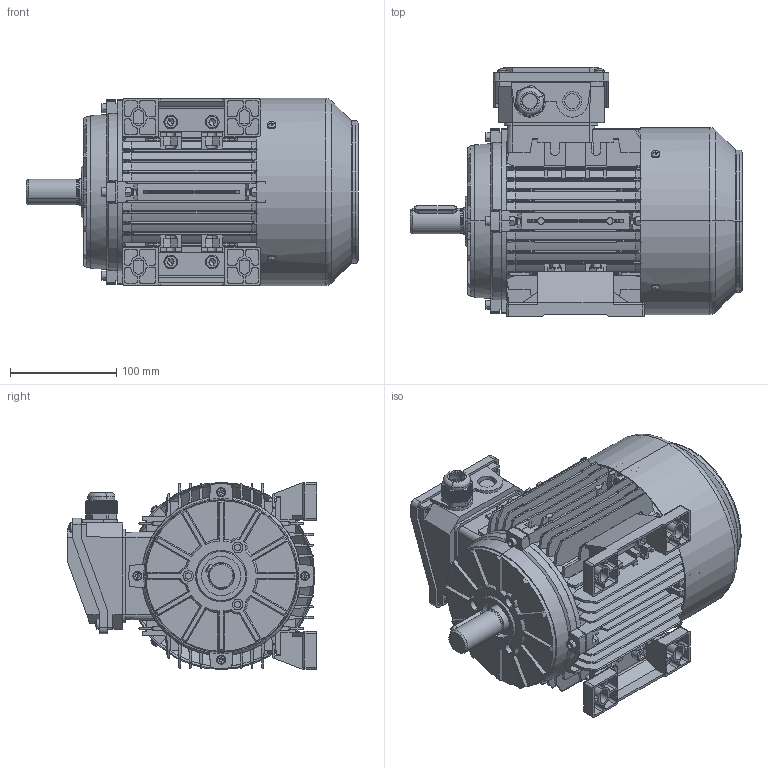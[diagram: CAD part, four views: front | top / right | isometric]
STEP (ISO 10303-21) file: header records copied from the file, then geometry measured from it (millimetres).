
FILE_DESCRIPTION (( 'STEP AP203' ), '1' );
FILE_NAME ('T90S B3蚾饜芞.STEP', '2015-04-07T07:56:18', ( 'USER' ), ( 'MS' ), 'SwSTEP 2.0', 'SolidWorks 2008', '' );
FILE_SCHEMA (( 'CONFIG_CONTROL_DESIGN' ));
Products named in the file (18): TA90风罩_默认; Plain parallel keys_GB_CONNECTING_PIECE_KEYS_CSK 8X40; 80-100出线螺套_默认; Cross recessed thread forming screws GB_GB_CROSS_SCREWS_TYPE138 M4X12-N; Hexagon socket head cap screws GB_GB_FASTENER_SCREWS_HSHCS M8X25-N; Cross recessed thread forming screws GB_GB_CROSS_SCREWS_TYPE138 M5X12-N; T90S B3蚾饜芞; T90S机壳_默认; T90S转轴_默认; TA90后盖1_默认; 90风叶_默认; T80-90斜接线盒座_默认; TA80-90斜接线盒盖_默认; Hexagon nuts grade C GB_GB_FASTENER_NUT_SNC1 M5-N; Hexagon socket head cap screws GB_GB_FASTENER_SCREWS_HSHCS M5X25-N; T90S底脚_默认; Hexagon nuts grade C GB_GB_FASTENER_NUT_SNC1 M8-N; TA90前盖1_默认
Assembly tree (44 placements, depth 2):
  T90S B3蚾饜芞
    Hexagon nuts grade C GB_GB_FASTENER_NUT_SNC1 M5-N  x8
    T90S底脚_默认  x2
    90风叶_默认
    Hexagon socket head cap screws GB_GB_FASTENER_SCREWS_HSHCS M8X25-N  x4
    Hexagon socket head cap screws GB_GB_FASTENER_SCREWS_HSHCS M5X25-N  x8
    Hexagon nuts grade C GB_GB_FASTENER_NUT_SNC1 M8-N  x4
    80-100出线螺套_默认
    Cross recessed thread forming screws GB_GB_CROSS_SCREWS_TYPE138 M5X12-N  x4
    T90S机壳_默认
    TA90前盖1_默认
    TA90后盖1_默认
    TA90风罩_默认
    TA80-90斜接线盒盖_默认
    Cross recessed thread forming screws GB_GB_CROSS_SCREWS_TYPE138 M4X12-N  x4
    T90S转轴_默认
    Plain parallel keys_GB_CONNECTING_PIECE_KEYS_CSK 8X40
    T80-90斜接线盒座_默认
Bounding box: 313 x 235 x 176.5 mm (x, y, z)
Volume: 1277151.3 mm3; surface area: 817449.5 mm2
Topology: 44 solids, 44 shells, 3999 faces, 10674 edges, 6854 vertices
Faces by surface type: plane 2448, cylinder 1054, cone 271, torus 140, sphere 64, bspline 22
Entity records: 112186 total; most frequent: CARTESIAN_POINT 27280, ORIENTED_EDGE 17962, DIRECTION 16138, EDGE_CURVE 8981, VERTEX_POINT 5804, LINE 5744, VECTOR 5744, AXIS2_PLACEMENT_3D 5197
